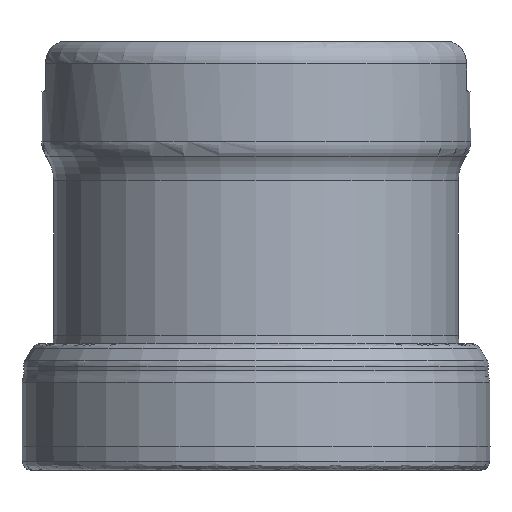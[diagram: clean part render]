
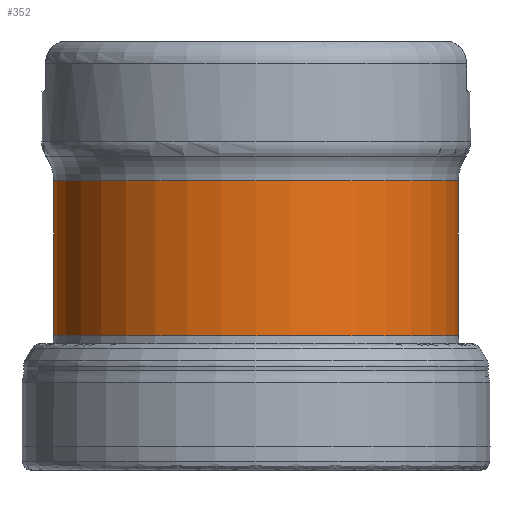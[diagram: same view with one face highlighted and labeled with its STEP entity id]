
A CAD part, front view. The second image highlights one B-rep face of the part: STEP entity #352.
In plain terms, the highlighted cylindrical face has radius 16.5 mm (diameter 33 mm), a full revolution.
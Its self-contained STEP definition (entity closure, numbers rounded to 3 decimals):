
#157=CYLINDRICAL_SURFACE('',#1738,16.5);
#176=FACE_BOUND('',#530,.T.);
#177=FACE_BOUND('',#531,.T.);
#352=ADVANCED_FACE('',(#176,#177),#157,.T.);
#530=EDGE_LOOP('',(#732));
#531=EDGE_LOOP('',(#733));
#732=ORIENTED_EDGE('',*,*,#1290,.T.);
#733=ORIENTED_EDGE('',*,*,#1291,.T.);
#1116=VERTEX_POINT('',#2956);
#1117=VERTEX_POINT('',#2958);
#1290=EDGE_CURVE('',#1116,#1116,#1468,.T.);
#1291=EDGE_CURVE('',#1117,#1117,#1469,.T.);
#1468=CIRCLE('',#1736,16.5);
#1469=CIRCLE('',#1737,16.5);
#1736=AXIS2_PLACEMENT_3D('',#2955,#1981,#1982);
#1737=AXIS2_PLACEMENT_3D('',#2957,#1983,#1984);
#1738=AXIS2_PLACEMENT_3D('',#2959,#1985,#1986);
#1981=DIRECTION('',(0.,0.,1.));
#1982=DIRECTION('',(0.,1.,0.));
#1983=DIRECTION('',(0.,0.,-1.));
#1984=DIRECTION('',(0.,1.,0.));
#1985=DIRECTION('',(0.,0.,-1.));
#1986=DIRECTION('',(0.,1.,0.));
#2955=CARTESIAN_POINT('',(0.,0.,10.962));
#2956=CARTESIAN_POINT('',(0.,16.5,10.962));
#2957=CARTESIAN_POINT('',(0.,0.,23.591));
#2958=CARTESIAN_POINT('',(0.,16.5,23.591));
#2959=CARTESIAN_POINT('',(0.,0.,0.));
